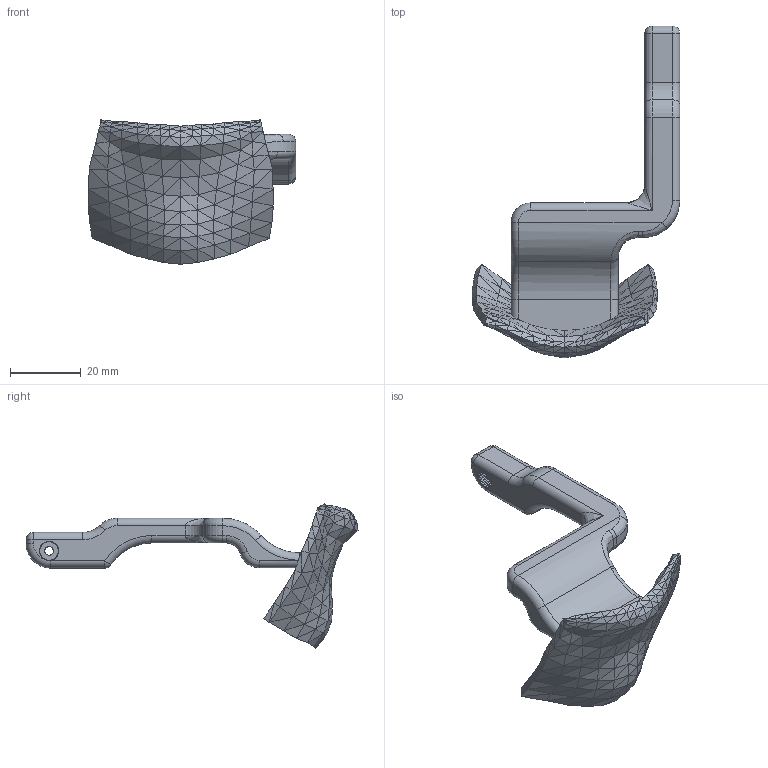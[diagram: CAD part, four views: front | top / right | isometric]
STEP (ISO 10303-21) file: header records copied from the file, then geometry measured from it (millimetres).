
FILE_DESCRIPTION(/* description */ (''),/* implementation_level */ '2;1');
FILE_NAME(/* name */ 'Jaw v1.step',/* time_stamp */ '2021-04-16T19:40:46+01:00',/* author */ (''),/* organization */ (''),/* preprocessor_version */ 'ST-DEVELOPER v18.1',/* originating_system */ 'Autodesk Translation Framework v10.6.0.1341',/* authorisation */ '');
FILE_SCHEMA (('AUTOMOTIVE_DESIGN { 1 0 10303 214 3 1 1 }'));
Length unit declared in the file: millimetre
Products named in the file (2): Jaw; Lower_Jaw_v4
Assembly tree (1 placements, depth 2):
  Jaw
    Lower_Jaw_v4
Bounding box: 58.78 x 94.02 x 40.9 mm (x, y, z)
Volume: 16795.9 mm3; surface area: 9561.2 mm2
Topology: 1 solids, 1 shells, 685 faces, 1169 edges, 487 vertices
Faces by surface type: plane 580, cylinder 75, torus 18, bspline 8, sphere 4
Full cylindrical faces by diameter (mm): 2.459 x1, 4 x1, 5.4 x1
Entity records: 15167 total; most frequent: DIRECTION 2699, CARTESIAN_POINT 2673, ORIENTED_EDGE 2334, EDGE_CURVE 1167, LINE 969, VECTOR 969, AXIS2_PLACEMENT_3D 865, EDGE_LOOP 690
